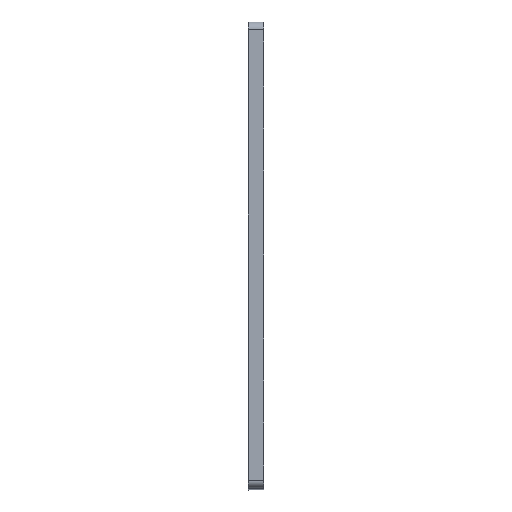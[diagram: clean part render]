
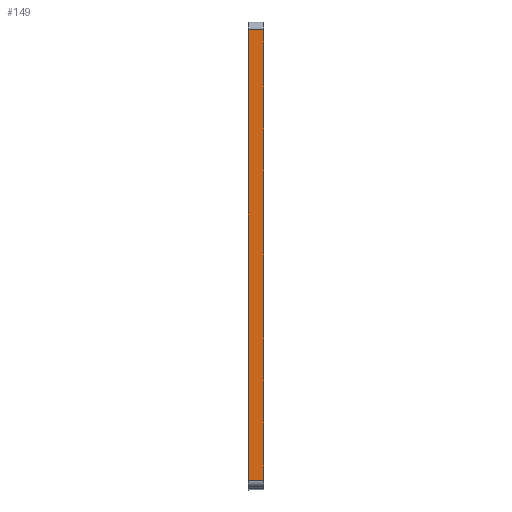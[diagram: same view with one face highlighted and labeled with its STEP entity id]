
A CAD part, top view. The second image highlights one B-rep face of the part: STEP entity #149.
In plain terms, the highlighted planar face has unit normal (0, 0, 1).
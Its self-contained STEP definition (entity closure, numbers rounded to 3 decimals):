
#149 = ADVANCED_FACE( '', ( #412 ), #413, .F. );
#412 = FACE_OUTER_BOUND( '', #1005, .T. );
#413 = PLANE( '', #1006 );
#1005 = EDGE_LOOP( '', ( #1596, #1597, #1598, #1599, #1600, #1601, #1602, #1603, #1604, #1605, #1606, #1607, #1608, #1609, #1610 ) );
#1006 = AXIS2_PLACEMENT_3D( '', #1611, #1612, #1613 );
#1596 = ORIENTED_EDGE( '', *, *, #2522, .F. );
#1597 = ORIENTED_EDGE( '', *, *, #2523, .T. );
#1598 = ORIENTED_EDGE( '', *, *, #2524, .T. );
#1599 = ORIENTED_EDGE( '', *, *, #2525, .T. );
#1600 = ORIENTED_EDGE( '', *, *, #2526, .T. );
#1601 = ORIENTED_EDGE( '', *, *, #2527, .T. );
#1602 = ORIENTED_EDGE( '', *, *, #2528, .T. );
#1603 = ORIENTED_EDGE( '', *, *, #2529, .T. );
#1604 = ORIENTED_EDGE( '', *, *, #2530, .T. );
#1605 = ORIENTED_EDGE( '', *, *, #2531, .T. );
#1606 = ORIENTED_EDGE( '', *, *, #2532, .T. );
#1607 = ORIENTED_EDGE( '', *, *, #2533, .T. );
#1608 = ORIENTED_EDGE( '', *, *, #2534, .T. );
#1609 = ORIENTED_EDGE( '', *, *, #2535, .T. );
#1610 = ORIENTED_EDGE( '', *, *, #2536, .T. );
#1611 = CARTESIAN_POINT( '', ( -1054.979, -35.161, 199.999 ) );
#1612 = DIRECTION( '', ( 0., 0., -1. ) );
#1613 = DIRECTION( '', ( -1., 0., 0. ) );
#2522 = EDGE_CURVE( '', #2871, #2872, #2873, .T. );
#2523 = EDGE_CURVE( '', #2871, #2874, #2875, .F. );
#2524 = EDGE_CURVE( '', #2874, #2876, #2877, .T. );
#2525 = EDGE_CURVE( '', #2876, #2878, #2879, .T. );
#2526 = EDGE_CURVE( '', #2878, #2880, #2881, .T. );
#2527 = EDGE_CURVE( '', #2880, #2882, #2883, .T. );
#2528 = EDGE_CURVE( '', #2882, #2884, #2885, .T. );
#2529 = EDGE_CURVE( '', #2884, #2886, #2887, .T. );
#2530 = EDGE_CURVE( '', #2886, #2888, #2889, .T. );
#2531 = EDGE_CURVE( '', #2888, #2890, #2891, .T. );
#2532 = EDGE_CURVE( '', #2890, #2892, #2893, .T. );
#2533 = EDGE_CURVE( '', #2892, #2894, #2895, .T. );
#2534 = EDGE_CURVE( '', #2894, #2896, #2897, .T. );
#2535 = EDGE_CURVE( '', #2896, #2898, #2899, .T. );
#2536 = EDGE_CURVE( '', #2898, #2872, #2900, .T. );
#2871 = VERTEX_POINT( '', #3410 );
#2872 = VERTEX_POINT( '', #3411 );
#2873 = LINE( '', #3412, #3413 );
#2874 = VERTEX_POINT( '', #3414 );
#2875 = LINE( '', #3415, #3416 );
#2876 = VERTEX_POINT( '', #3417 );
#2877 = LINE( '', #3418, #3419 );
#2878 = VERTEX_POINT( '', #3420 );
#2879 = LINE( '', #3421, #3422 );
#2880 = VERTEX_POINT( '', #3423 );
#2881 = LINE( '', #3424, #3425 );
#2882 = VERTEX_POINT( '', #3426 );
#2883 = LINE( '', #3427, #3428 );
#2884 = VERTEX_POINT( '', #3429 );
#2885 = LINE( '', #3430, #3431 );
#2886 = VERTEX_POINT( '', #3432 );
#2887 = LINE( '', #3433, #3434 );
#2888 = VERTEX_POINT( '', #3435 );
#2889 = LINE( '', #3436, #3437 );
#2890 = VERTEX_POINT( '', #3438 );
#2891 = LINE( '', #3439, #3440 );
#2892 = VERTEX_POINT( '', #3441 );
#2893 = LINE( '', #3442, #3443 );
#2894 = VERTEX_POINT( '', #3444 );
#2895 = LINE( '', #3445, #3446 );
#2896 = VERTEX_POINT( '', #3447 );
#2897 = LINE( '', #3448, #3449 );
#2898 = VERTEX_POINT( '', #3450 );
#2899 = LINE( '', #3451, #3452 );
#2900 = LINE( '', #3453, #3454 );
#3410 = CARTESIAN_POINT( '', ( -214.553, 5.633, 199.999 ) );
#3411 = CARTESIAN_POINT( '', ( -214.751, 295., 199.999 ) );
#3412 = CARTESIAN_POINT( '', ( -214.526, -34.588, 199.999 ) );
#3413 = VECTOR( '', #3988, 1000. );
#3414 = CARTESIAN_POINT( '', ( -204.553, 5.639, 199.999 ) );
#3415 = CARTESIAN_POINT( '', ( -1055.006, 5.06, 199.999 ) );
#3416 = VECTOR( '', #3989, 1000. );
#3417 = CARTESIAN_POINT( '', ( -204.567, 25.337, 199.999 ) );
#3418 = CARTESIAN_POINT( '', ( -204.526, -34.581, 199.999 ) );
#3419 = VECTOR( '', #3990, 1000. );
#3420 = CARTESIAN_POINT( '', ( -204.584, 50.337, 199.999 ) );
#3421 = CARTESIAN_POINT( '', ( -204.526, -34.581, 199.999 ) );
#3422 = VECTOR( '', #3991, 1000. );
#3423 = CARTESIAN_POINT( '', ( -204.601, 75.337, 199.999 ) );
#3424 = CARTESIAN_POINT( '', ( -204.526, -34.581, 199.999 ) );
#3425 = VECTOR( '', #3992, 1000. );
#3426 = CARTESIAN_POINT( '', ( -204.618, 100.337, 199.999 ) );
#3427 = CARTESIAN_POINT( '', ( -204.526, -34.581, 199.999 ) );
#3428 = VECTOR( '', #3993, 1000. );
#3429 = CARTESIAN_POINT( '', ( -204.635, 125.337, 199.999 ) );
#3430 = CARTESIAN_POINT( '', ( -204.526, -34.581, 199.999 ) );
#3431 = VECTOR( '', #3994, 1000. );
#3432 = CARTESIAN_POINT( '', ( -204.652, 150.337, 199.999 ) );
#3433 = CARTESIAN_POINT( '', ( -204.526, -34.581, 199.999 ) );
#3434 = VECTOR( '', #3995, 1000. );
#3435 = CARTESIAN_POINT( '', ( -204.669, 175.337, 199.999 ) );
#3436 = CARTESIAN_POINT( '', ( -204.526, -34.581, 199.999 ) );
#3437 = VECTOR( '', #3996, 1000. );
#3438 = CARTESIAN_POINT( '', ( -204.686, 200.337, 199.999 ) );
#3439 = CARTESIAN_POINT( '', ( -204.526, -34.581, 199.999 ) );
#3440 = VECTOR( '', #3997, 1000. );
#3441 = CARTESIAN_POINT( '', ( -204.703, 225.337, 199.999 ) );
#3442 = CARTESIAN_POINT( '', ( -204.526, -34.581, 199.999 ) );
#3443 = VECTOR( '', #3998, 1000. );
#3444 = CARTESIAN_POINT( '', ( -204.72, 250.337, 199.999 ) );
#3445 = CARTESIAN_POINT( '', ( -204.526, -34.581, 199.999 ) );
#3446 = VECTOR( '', #3999, 1000. );
#3447 = CARTESIAN_POINT( '', ( -204.737, 275.337, 199.999 ) );
#3448 = CARTESIAN_POINT( '', ( -204.526, -34.581, 199.999 ) );
#3449 = VECTOR( '', #4000, 1000. );
#3450 = CARTESIAN_POINT( '', ( -204.751, 295., 199.999 ) );
#3451 = CARTESIAN_POINT( '', ( -204.526, -34.581, 199.999 ) );
#3452 = VECTOR( '', #4001, 1000. );
#3453 = CARTESIAN_POINT( '', ( -214.754, 295., 199.999 ) );
#3454 = VECTOR( '', #4002, 1000. );
#3988 = DIRECTION( '', ( -0.001, 1., 0. ) );
#3989 = DIRECTION( '', ( -1., -0.001, 0. ) );
#3990 = DIRECTION( '', ( -0.001, 1., 0. ) );
#3991 = DIRECTION( '', ( -0.001, 1., 0. ) );
#3992 = DIRECTION( '', ( -0.001, 1., 0. ) );
#3993 = DIRECTION( '', ( -0.001, 1., 0. ) );
#3994 = DIRECTION( '', ( -0.001, 1., 0. ) );
#3995 = DIRECTION( '', ( -0.001, 1., 0. ) );
#3996 = DIRECTION( '', ( -0.001, 1., 0. ) );
#3997 = DIRECTION( '', ( -0.001, 1., 0. ) );
#3998 = DIRECTION( '', ( -0.001, 1., 0. ) );
#3999 = DIRECTION( '', ( -0.001, 1., 0. ) );
#4000 = DIRECTION( '', ( -0.001, 1., 0. ) );
#4001 = DIRECTION( '', ( -0.001, 1., 0. ) );
#4002 = DIRECTION( '', ( -1., 0., 0. ) );
